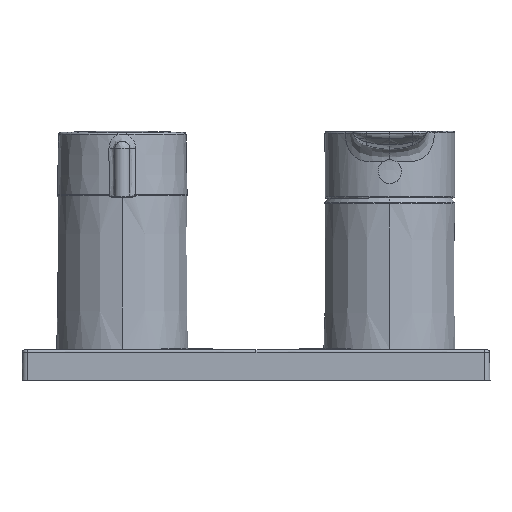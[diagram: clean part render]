
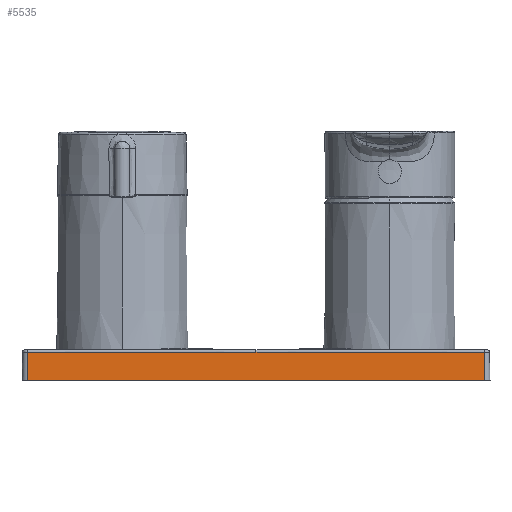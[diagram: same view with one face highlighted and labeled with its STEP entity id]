
A CAD part, front view. The second image highlights one B-rep face of the part: STEP entity #5535.
In plain terms, the highlighted planar face has unit normal (0, -1, 0.018).
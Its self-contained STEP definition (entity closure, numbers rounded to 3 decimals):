
#273 = CARTESIAN_POINT ( 'NONE',  ( 135.315, -37.315, 10.619 ) ) ;
#287 = VERTEX_POINT ( 'NONE', #1921 ) ;
#333 = DIRECTION ( 'NONE',  ( 0.017, -0.017, -1. ) ) ;
#375 = DIRECTION ( 'NONE',  ( 1., 0., 0. ) ) ;
#515 = CARTESIAN_POINT ( 'NONE',  ( -35.5, -37.5, 0. ) ) ;
#640 = LINE ( 'NONE', #1343, #6266 ) ;
#991 = VERTEX_POINT ( 'NONE', #6460 ) ;
#993 = CARTESIAN_POINT ( 'NONE',  ( 135.5, -37.5, 0. ) ) ;
#1326 = CARTESIAN_POINT ( 'NONE',  ( 135.408, -37.407, 5.309 ) ) ;
#1343 = CARTESIAN_POINT ( 'NONE',  ( 50., -37.5, 0. ) ) ;
#1526 = DIRECTION ( 'NONE',  ( 0.017, 0.017, 1. ) ) ;
#1578 = ORIENTED_EDGE ( 'NONE', *, *, #5481, .T. ) ;
#1814 = ORIENTED_EDGE ( 'NONE', *, *, #3983, .F. ) ;
#1921 = CARTESIAN_POINT ( 'NONE',  ( 50., -37.314, 10.642 ) ) ;
#2068 = VECTOR ( 'NONE', #1526, 1000. ) ;
#2420 = CARTESIAN_POINT ( 'NONE',  ( 137.5, -37.5, 0. ) ) ;
#2459 = B_SPLINE_CURVE_WITH_KNOTS ( 'NONE', 2,
 ( #6756, #3028, #2983 ),
 .UNSPECIFIED., .F., .F.,
 ( 3, 3 ),
 ( 0., 1. ),
 .UNSPECIFIED. ) ;
#2686 = VERTEX_POINT ( 'NONE', #993 ) ;
#2716 = LINE ( 'NONE', #1326, #3622 ) ;
#2717 = CARTESIAN_POINT ( 'NONE',  ( 50., -37.314, 10.642 ) ) ;
#2796 = LINE ( 'NONE', #6601, #2068 ) ;
#2887 = AXIS2_PLACEMENT_3D ( 'NONE', #2420, #4013, #4556 ) ;
#2983 = CARTESIAN_POINT ( 'NONE',  ( 50., -37.314, 10.642 ) ) ;
#3020 = EDGE_LOOP ( 'NONE', ( #1814, #4691, #5335, #6602, #1578 ) ) ;
#3028 = CARTESIAN_POINT ( 'NONE',  ( 7.343, -37.314, 10.642 ) ) ;
#3146 = CARTESIAN_POINT ( 'NONE',  ( 135.315, -37.315, 10.619 ) ) ;
#3413 = B_SPLINE_CURVE_WITH_KNOTS ( 'NONE', 2,
 ( #2717, #4323, #273 ),
 .UNSPECIFIED., .F., .F.,
 ( 3, 3 ),
 ( 0., 1. ),
 .UNSPECIFIED. ) ;
#3533 = FACE_OUTER_BOUND ( 'NONE', #3020, .T. ) ;
#3622 = VECTOR ( 'NONE', #333, 1000. ) ;
#3754 = VERTEX_POINT ( 'NONE', #515 ) ;
#3756 = EDGE_CURVE ( 'NONE', #3754, #991, #2796, .T. ) ;
#3983 = EDGE_CURVE ( 'NONE', #6279, #2686, #2716, .T. ) ;
#4013 = DIRECTION ( 'NONE',  ( 0., -1., 0.017 ) ) ;
#4323 = CARTESIAN_POINT ( 'NONE',  ( 92.657, -37.314, 10.642 ) ) ;
#4556 = DIRECTION ( 'NONE',  ( -1., 0., 0. ) ) ;
#4559 = EDGE_CURVE ( 'NONE', #991, #287, #2459, .T. ) ;
#4691 = ORIENTED_EDGE ( 'NONE', *, *, #5993, .F. ) ;
#5335 = ORIENTED_EDGE ( 'NONE', *, *, #4559, .F. ) ;
#5481 = EDGE_CURVE ( 'NONE', #3754, #2686, #640, .T. ) ;
#5535 = ADVANCED_FACE ( 'NONE', ( #3533 ), #6093, .T. ) ;
#5993 = EDGE_CURVE ( 'NONE', #287, #6279, #3413, .T. ) ;
#6093 = PLANE ( 'NONE',  #2887 ) ;
#6266 = VECTOR ( 'NONE', #375, 1000. ) ;
#6279 = VERTEX_POINT ( 'NONE', #3146 ) ;
#6460 = CARTESIAN_POINT ( 'NONE',  ( -35.315, -37.315, 10.619 ) ) ;
#6601 = CARTESIAN_POINT ( 'NONE',  ( -35.408, -37.407, 5.309 ) ) ;
#6602 = ORIENTED_EDGE ( 'NONE', *, *, #3756, .F. ) ;
#6756 = CARTESIAN_POINT ( 'NONE',  ( -35.315, -37.315, 10.619 ) ) ;
